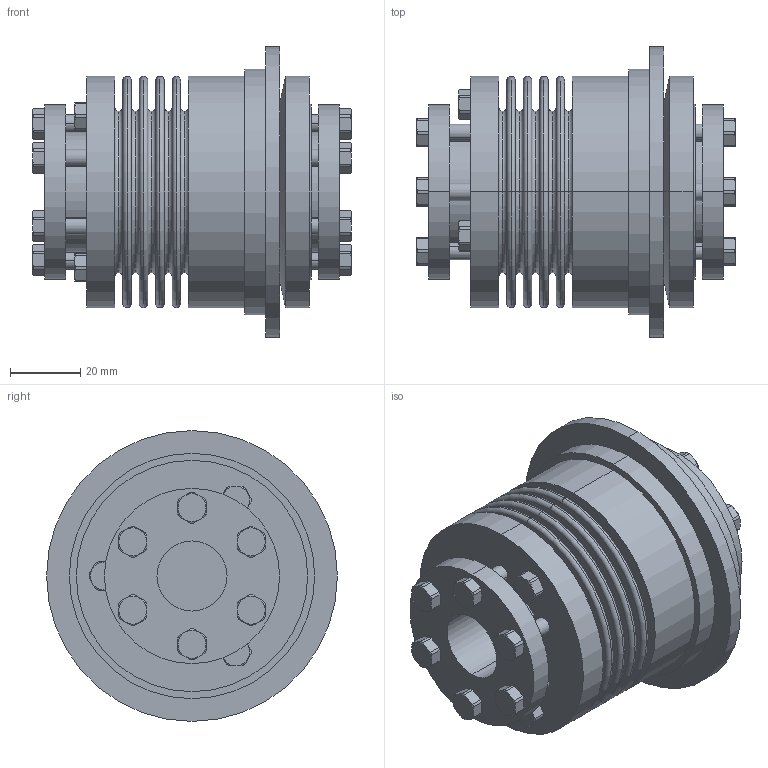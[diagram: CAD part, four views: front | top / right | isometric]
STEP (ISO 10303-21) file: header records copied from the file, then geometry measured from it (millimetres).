
FILE_DESCRIPTION(('STEP AP214'),'1');
FILE_NAME('cctmp_1FBD40A7-11A5-49C9-A316-7D3778E81C93_2023_06_09_08_06_16_0620..stp','2023-06-09T06:06:16',('R+W Antriebselemente GmbH'),('CADClick - www.CADClick.com'),'Spatial InterOp 3D',' ','unknown authorization');
FILE_SCHEMA(('AUTOMOTIVE_DESIGN'));
Length unit declared in the file: millimetre
Products named in the file (1): SK3/60/84/F/20/22/45/30-60
Bounding box: 91 x 83 x 83 mm (x, y, z)
Volume: 223391.4 mm3; surface area: 54169.1 mm2
Topology: 1 solids, 1 shells, 413 faces, 1018 edges, 642 vertices
Faces by surface type: cylinder 158, plane 127, cone 92, torus 36
Entity records: 15798 total; most frequent: CARTESIAN_POINT 2794, DIRECTION 2164, ORIENTED_EDGE 2036, EDGE_CURVE 1018, AXIS2_PLACEMENT_3D 912, VERTEX_POINT 642, CIRCLE 498, EDGE_LOOP 448
